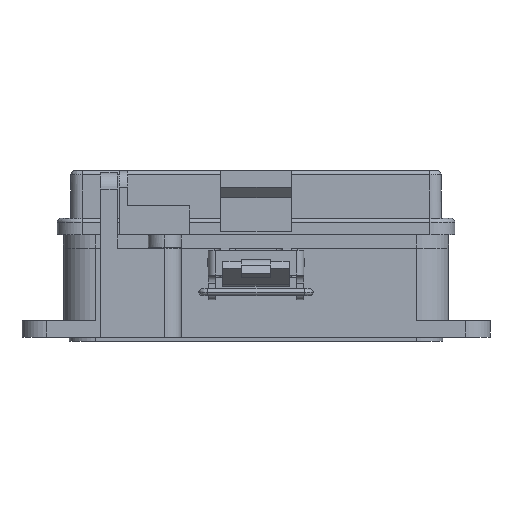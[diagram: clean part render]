
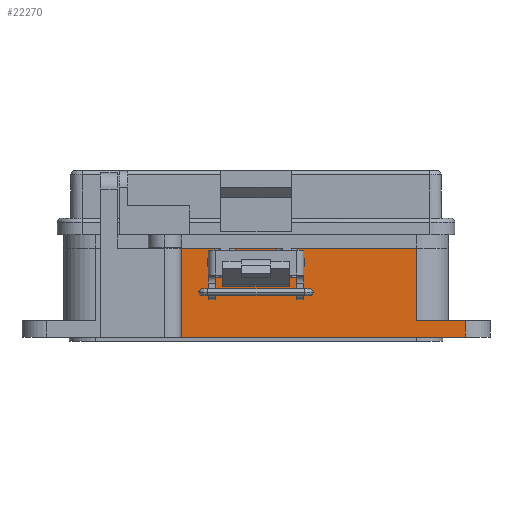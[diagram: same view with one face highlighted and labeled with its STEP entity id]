
A CAD part, front view. The second image highlights one B-rep face of the part: STEP entity #22270.
In plain terms, the highlighted planar face has unit normal (0, -1, 0).
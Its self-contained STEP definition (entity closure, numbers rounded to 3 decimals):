
#192 = VERTEX_POINT ( 'NONE', #17220 ) ;
#639 = ORIENTED_EDGE ( 'NONE', *, *, #1517, .F. ) ;
#783 = VECTOR ( 'NONE', #16247, 1000. ) ;
#1100 = CARTESIAN_POINT ( 'NONE',  ( 10., -14.646, -23.25 ) ) ;
#1254 = VECTOR ( 'NONE', #4409, 1000. ) ;
#1393 = VERTEX_POINT ( 'NONE', #18992 ) ;
#1517 = EDGE_CURVE ( 'NONE', #3612, #20832, #3067, .T. ) ;
#1791 = EDGE_CURVE ( 'NONE', #11987, #12677, #14056, .T. ) ;
#2075 = EDGE_CURVE ( 'NONE', #18219, #11987, #22104, .T. ) ;
#2639 = CARTESIAN_POINT ( 'NONE',  ( -18., -14.646, -23.25 ) ) ;
#2792 = CARTESIAN_POINT ( 'NONE',  ( -18., -14.646, -44.75 ) ) ;
#2932 = VECTOR ( 'NONE', #21591, 1000. ) ;
#2996 = VERTEX_POINT ( 'NONE', #9014 ) ;
#3067 = LINE ( 'NONE', #3739, #21949 ) ;
#3612 = VERTEX_POINT ( 'NONE', #11788 ) ;
#3620 = LINE ( 'NONE', #4593, #8356 ) ;
#3709 = DIRECTION ( 'NONE',  ( 0., -1., 0. ) ) ;
#3739 = CARTESIAN_POINT ( 'NONE',  ( 49.536, -14.646, -40.75 ) ) ;
#3895 = ORIENTED_EDGE ( 'NONE', *, *, #22964, .F. ) ;
#4050 = DIRECTION ( 'NONE',  ( 0., 0., -1. ) ) ;
#4102 = ORIENTED_EDGE ( 'NONE', *, *, #1791, .T. ) ;
#4409 = DIRECTION ( 'NONE',  ( 1., 0., 0. ) ) ;
#4468 = EDGE_CURVE ( 'NONE', #20832, #192, #3620, .T. ) ;
#4556 = CARTESIAN_POINT ( 'NONE',  ( 50.5, -14.646, -40.75 ) ) ;
#4593 = CARTESIAN_POINT ( 'NONE',  ( 50.5, -14.646, -44.75 ) ) ;
#4627 = VECTOR ( 'NONE', #10020, 1000. ) ;
#5001 = CARTESIAN_POINT ( 'NONE',  ( -18., -14.646, -44.75 ) ) ;
#5143 = ORIENTED_EDGE ( 'NONE', *, *, #20958, .T. ) ;
#5421 = ORIENTED_EDGE ( 'NONE', *, *, #12233, .T. ) ;
#5849 = LINE ( 'NONE', #17236, #11143 ) ;
#5924 = DIRECTION ( 'NONE',  ( 0., 0., 1. ) ) ;
#6158 = VERTEX_POINT ( 'NONE', #20113 ) ;
#6184 = CARTESIAN_POINT ( 'NONE',  ( 10., -14.646, -44.75 ) ) ;
#6467 = EDGE_CURVE ( 'NONE', #10940, #2996, #5849, .T. ) ;
#6629 = DIRECTION ( 'NONE',  ( 1., 0., 0. ) ) ;
#6800 = LINE ( 'NONE', #12145, #20378 ) ;
#6971 = VECTOR ( 'NONE', #15183, 1000. ) ;
#7085 = CARTESIAN_POINT ( 'NONE',  ( -10., -14.646, -30.25 ) ) ;
#8064 = VECTOR ( 'NONE', #19841, 1000. ) ;
#8178 = EDGE_CURVE ( 'NONE', #16833, #1393, #14781, .T. ) ;
#8356 = VECTOR ( 'NONE', #11736, 1000. ) ;
#8615 = ORIENTED_EDGE ( 'NONE', *, *, #6467, .F. ) ;
#8658 = LINE ( 'NONE', #12627, #8064 ) ;
#8662 = ORIENTED_EDGE ( 'NONE', *, *, #21400, .T. ) ;
#8788 = EDGE_CURVE ( 'NONE', #1393, #6158, #20297, .T. ) ;
#9014 = CARTESIAN_POINT ( 'NONE',  ( -10., -14.646, -23.25 ) ) ;
#9377 = DIRECTION ( 'NONE',  ( 1., 0., 0. ) ) ;
#9749 = DIRECTION ( 'NONE',  ( 0., 0., -1. ) ) ;
#10020 = DIRECTION ( 'NONE',  ( -1., 0., 0. ) ) ;
#10114 = VECTOR ( 'NONE', #9749, 1000. ) ;
#10435 = CARTESIAN_POINT ( 'NONE',  ( -38.7, -14.646, -30.25 ) ) ;
#10685 = VERTEX_POINT ( 'NONE', #21467 ) ;
#10940 = VERTEX_POINT ( 'NONE', #2639 ) ;
#11143 = VECTOR ( 'NONE', #6629, 1000. ) ;
#11511 = EDGE_CURVE ( 'NONE', #18219, #13320, #20123, .T. ) ;
#11553 = CARTESIAN_POINT ( 'NONE',  ( 9., -14.646, -23.25 ) ) ;
#11736 = DIRECTION ( 'NONE',  ( 0., 0., -1. ) ) ;
#11788 = CARTESIAN_POINT ( 'NONE',  ( 38.7, -14.646, -40.75 ) ) ;
#11895 = ORIENTED_EDGE ( 'NONE', *, *, #2075, .T. ) ;
#11987 = VERTEX_POINT ( 'NONE', #20371 ) ;
#12145 = CARTESIAN_POINT ( 'NONE',  ( 5., -14.646, -44.75 ) ) ;
#12233 = EDGE_CURVE ( 'NONE', #6158, #13320, #6800, .T. ) ;
#12627 = CARTESIAN_POINT ( 'NONE',  ( -35.5, -14.646, -44.75 ) ) ;
#12675 = CARTESIAN_POINT ( 'NONE',  ( 5., -14.646, -23.25 ) ) ;
#12677 = VERTEX_POINT ( 'NONE', #7085 ) ;
#12972 = CARTESIAN_POINT ( 'NONE',  ( 38.7, -14.646, -44.75 ) ) ;
#13257 = ORIENTED_EDGE ( 'NONE', *, *, #18019, .F. ) ;
#13320 = VERTEX_POINT ( 'NONE', #12675 ) ;
#14056 = LINE ( 'NONE', #20665, #4627 ) ;
#14192 = ORIENTED_EDGE ( 'NONE', *, *, #14408, .T. ) ;
#14308 = CARTESIAN_POINT ( 'NONE',  ( -38.7, -14.646, -44.75 ) ) ;
#14408 = EDGE_CURVE ( 'NONE', #19369, #192, #8658, .T. ) ;
#14781 = LINE ( 'NONE', #6184, #10114 ) ;
#14960 = CARTESIAN_POINT ( 'NONE',  ( -5., -14.646, -23.25 ) ) ;
#14992 = VECTOR ( 'NONE', #16004, 1000. ) ;
#15183 = DIRECTION ( 'NONE',  ( 0., 0., 1. ) ) ;
#15929 = FACE_OUTER_BOUND ( 'NONE', #16775, .T. ) ;
#15996 = LINE ( 'NONE', #19801, #2932 ) ;
#16004 = DIRECTION ( 'NONE',  ( -1., 0., 0. ) ) ;
#16039 = PLANE ( 'NONE',  #21068 ) ;
#16071 = LINE ( 'NONE', #21466, #783 ) ;
#16119 = DIRECTION ( 'NONE',  ( 0., 0., -1. ) ) ;
#16247 = DIRECTION ( 'NONE',  ( 1., 0., 0. ) ) ;
#16323 = ORIENTED_EDGE ( 'NONE', *, *, #4468, .F. ) ;
#16362 = ORIENTED_EDGE ( 'NONE', *, *, #11511, .F. ) ;
#16384 = LINE ( 'NONE', #2792, #6971 ) ;
#16775 = EDGE_LOOP ( 'NONE', ( #8662, #8615, #3895, #14192, #16323, #639, #5143, #13257, #17239, #20775, #5421, #16362, #11895, #4102 ) ) ;
#16833 = VERTEX_POINT ( 'NONE', #1100 ) ;
#17220 = CARTESIAN_POINT ( 'NONE',  ( 50.5, -14.646, -44.75 ) ) ;
#17236 = CARTESIAN_POINT ( 'NONE',  ( 9., -14.646, -23.25 ) ) ;
#17239 = ORIENTED_EDGE ( 'NONE', *, *, #8178, .T. ) ;
#17390 = VECTOR ( 'NONE', #4050, 1000. ) ;
#18019 = EDGE_CURVE ( 'NONE', #16833, #10685, #16071, .T. ) ;
#18219 = VERTEX_POINT ( 'NONE', #14960 ) ;
#18992 = CARTESIAN_POINT ( 'NONE',  ( 10., -14.646, -30.25 ) ) ;
#19283 = DIRECTION ( 'NONE',  ( 0., 0., 1. ) ) ;
#19369 = VERTEX_POINT ( 'NONE', #5001 ) ;
#19801 = CARTESIAN_POINT ( 'NONE',  ( -10., -14.646, -44.75 ) ) ;
#19841 = DIRECTION ( 'NONE',  ( 1., 0., 0. ) ) ;
#20113 = CARTESIAN_POINT ( 'NONE',  ( 5., -14.646, -30.25 ) ) ;
#20123 = LINE ( 'NONE', #11553, #1254 ) ;
#20297 = LINE ( 'NONE', #10435, #14992 ) ;
#20371 = CARTESIAN_POINT ( 'NONE',  ( -5., -14.646, -30.25 ) ) ;
#20378 = VECTOR ( 'NONE', #19283, 1000. ) ;
#20665 = CARTESIAN_POINT ( 'NONE',  ( -38.7, -14.646, -30.25 ) ) ;
#20775 = ORIENTED_EDGE ( 'NONE', *, *, #8788, .T. ) ;
#20832 = VERTEX_POINT ( 'NONE', #4556 ) ;
#20958 = EDGE_CURVE ( 'NONE', #3612, #10685, #21580, .T. ) ;
#21029 = VECTOR ( 'NONE', #5924, 1000. ) ;
#21068 = AXIS2_PLACEMENT_3D ( 'NONE', #14308, #3709, #16119 ) ;
#21400 = EDGE_CURVE ( 'NONE', #12677, #2996, #15996, .T. ) ;
#21466 = CARTESIAN_POINT ( 'NONE',  ( 9., -14.646, -23.25 ) ) ;
#21467 = CARTESIAN_POINT ( 'NONE',  ( 38.7, -14.646, -23.25 ) ) ;
#21580 = LINE ( 'NONE', #12972, #21029 ) ;
#21591 = DIRECTION ( 'NONE',  ( 0., 0., 1. ) ) ;
#21749 = CARTESIAN_POINT ( 'NONE',  ( -5., -14.646, -44.75 ) ) ;
#21949 = VECTOR ( 'NONE', #9377, 1000. ) ;
#22104 = LINE ( 'NONE', #21749, #17390 ) ;
#22270 = ADVANCED_FACE ( 'NONE', ( #15929 ), #16039, .T. ) ;
#22964 = EDGE_CURVE ( 'NONE', #19369, #10940, #16384, .T. ) ;
